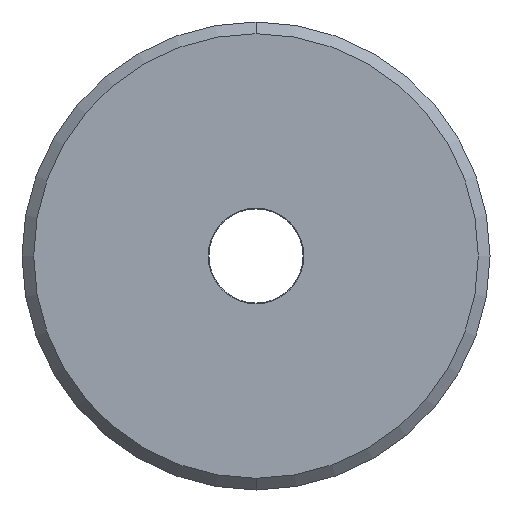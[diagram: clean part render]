
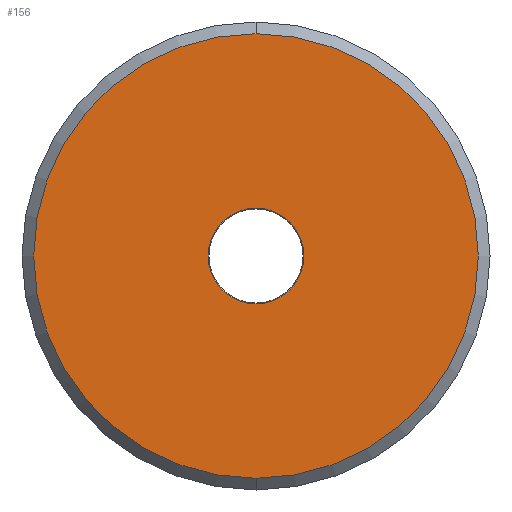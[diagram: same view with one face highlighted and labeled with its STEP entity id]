
A CAD part, front view. The second image highlights one B-rep face of the part: STEP entity #156.
In plain terms, the highlighted planar face has unit normal (0, -1, 0).
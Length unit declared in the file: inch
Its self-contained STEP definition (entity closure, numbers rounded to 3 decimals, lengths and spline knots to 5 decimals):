
#1 = CARTESIAN_POINT ( 'NONE',  ( 0., 0., 0. ) ) ;
#5 = CARTESIAN_POINT ( 'NONE',  ( 0., 0., 0. ) ) ;
#21 = CIRCLE ( 'NONE', #596, 0.51008 ) ;
#29 = CARTESIAN_POINT ( 'NONE',  ( 0., 0., 0. ) ) ;
#44 = CARTESIAN_POINT ( 'NONE',  ( -2.5, 0., 0. ) ) ;
#58 = AXIS2_PLACEMENT_3D ( 'NONE', #70, #922, #777 ) ;
#64 = DIRECTION ( 'NONE',  ( 0., 0., 1. ) ) ;
#70 = CARTESIAN_POINT ( 'NONE',  ( 0., 0., 0. ) ) ;
#74 = DIRECTION ( 'NONE',  ( 0., 1., 0. ) ) ;
#90 = CIRCLE ( 'NONE', #58, 2.375 ) ;
#108 = PLANE ( 'NONE',  #415 ) ;
#109 = DIRECTION ( 'NONE',  ( 0., 1., 0. ) ) ;
#111 = DIRECTION ( 'NONE',  ( 0., 0., 1. ) ) ;
#156 = ADVANCED_FACE ( 'NONE', ( #602, #790 ), #108, .F. ) ;
#161 = EDGE_LOOP ( 'NONE', ( #705, #840 ) ) ;
#253 = DIRECTION ( 'NONE',  ( 0., 1., 0. ) ) ;
#275 = VERTEX_POINT ( 'NONE', #726 ) ;
#326 = EDGE_CURVE ( 'NONE', #275, #689, #633, .T. ) ;
#352 = ORIENTED_EDGE ( 'NONE', *, *, #714, .T. ) ;
#357 = CARTESIAN_POINT ( 'NONE',  ( 0., 0., 2.375 ) ) ;
#410 = DIRECTION ( 'NONE',  ( 0., -1., 0. ) ) ;
#415 = AXIS2_PLACEMENT_3D ( 'NONE', #44, #253, #111 ) ;
#550 = AXIS2_PLACEMENT_3D ( 'NONE', #5, #410, #64 ) ;
#554 = CARTESIAN_POINT ( 'NONE',  ( 0., 0., -0.51008 ) ) ;
#558 = CARTESIAN_POINT ( 'NONE',  ( 0., 0., -2.375 ) ) ;
#579 = DIRECTION ( 'NONE',  ( 0., 0., 1. ) ) ;
#596 = AXIS2_PLACEMENT_3D ( 'NONE', #1, #74, #618 ) ;
#602 = FACE_OUTER_BOUND ( 'NONE', #824, .T. ) ;
#618 = DIRECTION ( 'NONE',  ( 0., 0., 1. ) ) ;
#633 = CIRCLE ( 'NONE', #851, 0.51008 ) ;
#689 = VERTEX_POINT ( 'NONE', #554 ) ;
#705 = ORIENTED_EDGE ( 'NONE', *, *, #762, .T. ) ;
#711 = EDGE_CURVE ( 'NONE', #848, #869, #837, .T. ) ;
#714 = EDGE_CURVE ( 'NONE', #869, #848, #90, .T. ) ;
#726 = CARTESIAN_POINT ( 'NONE',  ( 0., 0., 0.51008 ) ) ;
#762 = EDGE_CURVE ( 'NONE', #689, #275, #21, .T. ) ;
#777 = DIRECTION ( 'NONE',  ( 0., 0., 1. ) ) ;
#790 = FACE_BOUND ( 'NONE', #161, .T. ) ;
#824 = EDGE_LOOP ( 'NONE', ( #352, #888 ) ) ;
#837 = CIRCLE ( 'NONE', #550, 2.375 ) ;
#840 = ORIENTED_EDGE ( 'NONE', *, *, #326, .T. ) ;
#848 = VERTEX_POINT ( 'NONE', #558 ) ;
#851 = AXIS2_PLACEMENT_3D ( 'NONE', #29, #109, #579 ) ;
#869 = VERTEX_POINT ( 'NONE', #357 ) ;
#888 = ORIENTED_EDGE ( 'NONE', *, *, #711, .T. ) ;
#922 = DIRECTION ( 'NONE',  ( 0., -1., 0. ) ) ;
